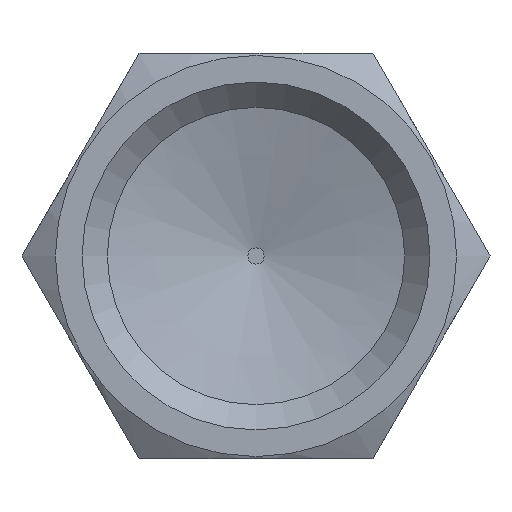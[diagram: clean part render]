
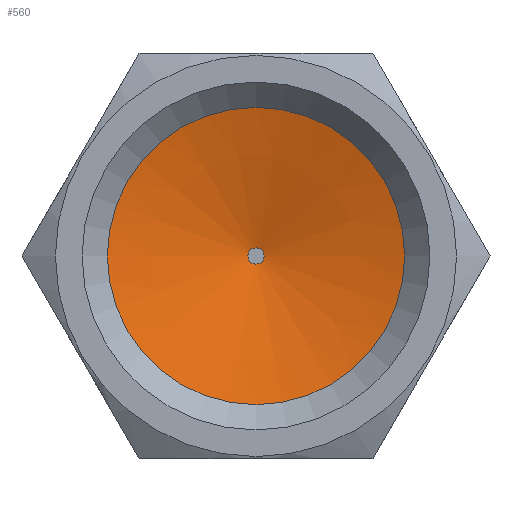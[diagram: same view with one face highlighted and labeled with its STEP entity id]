
A CAD part, left-side view. The second image highlights one B-rep face of the part: STEP entity #560.
In plain terms, the highlighted conical face has half-angle 75 degrees and reference radius 4.658 mm.
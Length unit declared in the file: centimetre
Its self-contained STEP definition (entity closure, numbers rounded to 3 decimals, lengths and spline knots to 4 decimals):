
#66=CONICAL_SURFACE('',#616,0.4658,75.);
#89=FACE_BOUND('',#209,.T.);
#160=FACE_OUTER_BOUND('',#208,.T.);
#208=EDGE_LOOP('',(#419));
#209=EDGE_LOOP('',(#420));
#270=CIRCLE('',#609,0.0508);
#273=CIRCLE('',#614,0.9316);
#297=VERTEX_POINT('',#837);
#300=VERTEX_POINT('',#845);
#348=EDGE_CURVE('',#297,#297,#270,.T.);
#351=EDGE_CURVE('',#300,#300,#273,.T.);
#419=ORIENTED_EDGE('',*,*,#348,.F.);
#420=ORIENTED_EDGE('',*,*,#351,.T.);
#560=ADVANCED_FACE('',(#160,#89),#66,.F.);
#609=AXIS2_PLACEMENT_3D('',#838,#691,#692);
#614=AXIS2_PLACEMENT_3D('',#846,#701,#702);
#616=AXIS2_PLACEMENT_3D('',#848,#705,#706);
#691=DIRECTION('center_axis',(-1.,0.,0.));
#692=DIRECTION('ref_axis',(0.,1.,0.));
#701=DIRECTION('center_axis',(-1.,0.,0.));
#702=DIRECTION('ref_axis',(0.,-1.,0.));
#705=DIRECTION('center_axis',(-1.,0.,0.));
#706=DIRECTION('ref_axis',(0.,-1.,0.));
#837=CARTESIAN_POINT('',(2.0447,-0.0508,0.));
#838=CARTESIAN_POINT('Origin',(2.0447,0.,0.));
#845=CARTESIAN_POINT('',(1.8087,-0.9316,0.));
#846=CARTESIAN_POINT('Origin',(1.8087,0.,0.));
#848=CARTESIAN_POINT('Origin',(1.9335,0.,0.));
